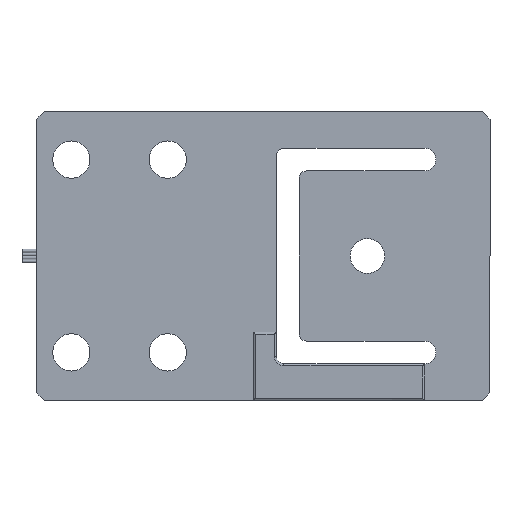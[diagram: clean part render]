
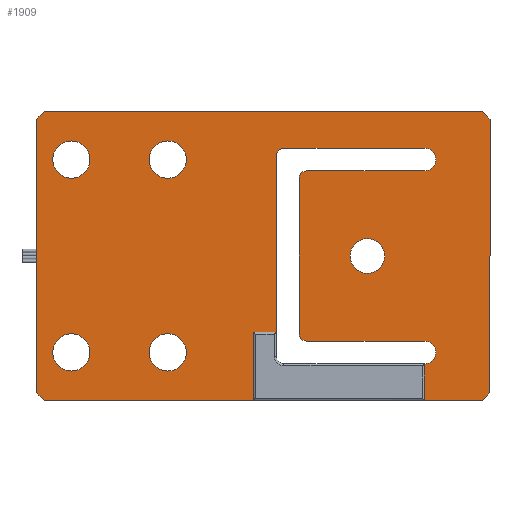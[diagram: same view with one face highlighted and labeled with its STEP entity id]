
A CAD part, front view. The second image highlights one B-rep face of the part: STEP entity #1909.
In plain terms, the highlighted planar face has unit normal (0, -1, 0).
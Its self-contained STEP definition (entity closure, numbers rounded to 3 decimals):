
#27=PLANE('',#2071);
#96=FACE_BOUND('',#219,.T.);
#97=FACE_BOUND('',#220,.T.);
#98=FACE_BOUND('',#221,.T.);
#99=FACE_BOUND('',#222,.T.);
#100=FACE_BOUND('',#223,.T.);
#120=FACE_OUTER_BOUND('',#218,.T.);
#218=EDGE_LOOP('',(#1373,#1374,#1375,#1376,#1377,#1378,#1379,#1380,#1381,
#1382,#1383,#1384,#1385,#1386,#1387,#1388,#1389,#1390,#1391,#1392,#1393,
#1394));
#219=EDGE_LOOP('',(#1395,#1396));
#220=EDGE_LOOP('',(#1397,#1398));
#221=EDGE_LOOP('',(#1399,#1400));
#222=EDGE_LOOP('',(#1401,#1402));
#223=EDGE_LOOP('',(#1403,#1404));
#339=LINE('',#2895,#550);
#340=LINE('',#2897,#551);
#341=LINE('',#2899,#552);
#342=LINE('',#2901,#553);
#343=LINE('',#2903,#554);
#344=LINE('',#2905,#555);
#345=LINE('',#2907,#556);
#346=LINE('',#2909,#557);
#347=LINE('',#2911,#558);
#348=LINE('',#2913,#559);
#349=LINE('',#2915,#560);
#350=LINE('',#2917,#561);
#351=LINE('',#2919,#562);
#352=LINE('',#2923,#563);
#353=LINE('',#2927,#564);
#354=LINE('',#2931,#565);
#355=LINE('',#2935,#566);
#550=VECTOR('',#2331,1000.);
#551=VECTOR('',#2332,1000.);
#552=VECTOR('',#2333,1000.);
#553=VECTOR('',#2334,1000.);
#554=VECTOR('',#2335,1000.);
#555=VECTOR('',#2336,1000.);
#556=VECTOR('',#2337,1000.);
#557=VECTOR('',#2338,1000.);
#558=VECTOR('',#2339,1000.);
#559=VECTOR('',#2340,1000.);
#560=VECTOR('',#2341,1000.);
#561=VECTOR('',#2342,1000.);
#562=VECTOR('',#2343,1000.);
#563=VECTOR('',#2346,1000.);
#564=VECTOR('',#2349,1000.);
#565=VECTOR('',#2352,1000.);
#566=VECTOR('',#2355,1000.);
#775=CIRCLE('',#2048,4.9);
#776=CIRCLE('',#2049,4.9);
#779=CIRCLE('',#2053,4.9);
#780=CIRCLE('',#2054,4.9);
#783=CIRCLE('',#2058,4.9);
#784=CIRCLE('',#2059,4.9);
#787=CIRCLE('',#2063,4.9);
#788=CIRCLE('',#2064,4.9);
#791=CIRCLE('',#2068,4.55);
#792=CIRCLE('',#2069,4.55);
#794=CIRCLE('',#2072,2.);
#795=CIRCLE('',#2073,3.);
#796=CIRCLE('',#2074,2.);
#797=CIRCLE('',#2075,2.);
#798=CIRCLE('',#2076,3.);
#854=VERTEX_POINT('',#2846);
#855=VERTEX_POINT('',#2848);
#858=VERTEX_POINT('',#2856);
#859=VERTEX_POINT('',#2858);
#862=VERTEX_POINT('',#2866);
#863=VERTEX_POINT('',#2868);
#866=VERTEX_POINT('',#2876);
#867=VERTEX_POINT('',#2878);
#870=VERTEX_POINT('',#2886);
#871=VERTEX_POINT('',#2888);
#872=VERTEX_POINT('',#2893);
#873=VERTEX_POINT('',#2894);
#874=VERTEX_POINT('',#2896);
#875=VERTEX_POINT('',#2898);
#876=VERTEX_POINT('',#2900);
#877=VERTEX_POINT('',#2902);
#878=VERTEX_POINT('',#2904);
#879=VERTEX_POINT('',#2906);
#880=VERTEX_POINT('',#2908);
#881=VERTEX_POINT('',#2910);
#882=VERTEX_POINT('',#2912);
#883=VERTEX_POINT('',#2914);
#884=VERTEX_POINT('',#2916);
#885=VERTEX_POINT('',#2918);
#886=VERTEX_POINT('',#2920);
#887=VERTEX_POINT('',#2922);
#888=VERTEX_POINT('',#2924);
#889=VERTEX_POINT('',#2926);
#890=VERTEX_POINT('',#2928);
#891=VERTEX_POINT('',#2930);
#892=VERTEX_POINT('',#2932);
#893=VERTEX_POINT('',#2934);
#1048=EDGE_CURVE('',#855,#854,#775,.T.);
#1049=EDGE_CURVE('',#854,#855,#776,.T.);
#1053=EDGE_CURVE('',#859,#858,#779,.T.);
#1054=EDGE_CURVE('',#858,#859,#780,.T.);
#1058=EDGE_CURVE('',#863,#862,#783,.T.);
#1059=EDGE_CURVE('',#862,#863,#784,.T.);
#1063=EDGE_CURVE('',#867,#866,#787,.T.);
#1064=EDGE_CURVE('',#866,#867,#788,.T.);
#1068=EDGE_CURVE('',#871,#870,#791,.T.);
#1069=EDGE_CURVE('',#870,#871,#792,.T.);
#1071=EDGE_CURVE('',#872,#873,#339,.T.);
#1072=EDGE_CURVE('',#874,#872,#340,.T.);
#1073=EDGE_CURVE('',#875,#874,#341,.T.);
#1074=EDGE_CURVE('',#876,#875,#342,.T.);
#1075=EDGE_CURVE('',#877,#876,#343,.T.);
#1076=EDGE_CURVE('',#878,#877,#344,.T.);
#1077=EDGE_CURVE('',#879,#878,#345,.T.);
#1078=EDGE_CURVE('',#880,#879,#346,.T.);
#1079=EDGE_CURVE('',#881,#880,#347,.T.);
#1080=EDGE_CURVE('',#882,#881,#348,.T.);
#1081=EDGE_CURVE('',#883,#882,#349,.T.);
#1082=EDGE_CURVE('',#884,#883,#350,.T.);
#1083=EDGE_CURVE('',#884,#885,#351,.T.);
#1084=EDGE_CURVE('',#885,#886,#794,.T.);
#1085=EDGE_CURVE('',#886,#887,#352,.T.);
#1086=EDGE_CURVE('',#887,#888,#795,.T.);
#1087=EDGE_CURVE('',#888,#889,#353,.T.);
#1088=EDGE_CURVE('',#889,#890,#796,.T.);
#1089=EDGE_CURVE('',#890,#891,#354,.T.);
#1090=EDGE_CURVE('',#891,#892,#797,.T.);
#1091=EDGE_CURVE('',#892,#893,#355,.T.);
#1092=EDGE_CURVE('',#893,#873,#798,.T.);
#1373=ORIENTED_EDGE('',*,*,#1071,.F.);
#1374=ORIENTED_EDGE('',*,*,#1072,.F.);
#1375=ORIENTED_EDGE('',*,*,#1073,.F.);
#1376=ORIENTED_EDGE('',*,*,#1074,.F.);
#1377=ORIENTED_EDGE('',*,*,#1075,.F.);
#1378=ORIENTED_EDGE('',*,*,#1076,.F.);
#1379=ORIENTED_EDGE('',*,*,#1077,.F.);
#1380=ORIENTED_EDGE('',*,*,#1078,.F.);
#1381=ORIENTED_EDGE('',*,*,#1079,.F.);
#1382=ORIENTED_EDGE('',*,*,#1080,.F.);
#1383=ORIENTED_EDGE('',*,*,#1081,.F.);
#1384=ORIENTED_EDGE('',*,*,#1082,.F.);
#1385=ORIENTED_EDGE('',*,*,#1083,.T.);
#1386=ORIENTED_EDGE('',*,*,#1084,.T.);
#1387=ORIENTED_EDGE('',*,*,#1085,.T.);
#1388=ORIENTED_EDGE('',*,*,#1086,.T.);
#1389=ORIENTED_EDGE('',*,*,#1087,.T.);
#1390=ORIENTED_EDGE('',*,*,#1088,.T.);
#1391=ORIENTED_EDGE('',*,*,#1089,.T.);
#1392=ORIENTED_EDGE('',*,*,#1090,.T.);
#1393=ORIENTED_EDGE('',*,*,#1091,.T.);
#1394=ORIENTED_EDGE('',*,*,#1092,.T.);
#1395=ORIENTED_EDGE('',*,*,#1048,.T.);
#1396=ORIENTED_EDGE('',*,*,#1049,.T.);
#1397=ORIENTED_EDGE('',*,*,#1053,.T.);
#1398=ORIENTED_EDGE('',*,*,#1054,.T.);
#1399=ORIENTED_EDGE('',*,*,#1058,.T.);
#1400=ORIENTED_EDGE('',*,*,#1059,.T.);
#1401=ORIENTED_EDGE('',*,*,#1063,.T.);
#1402=ORIENTED_EDGE('',*,*,#1064,.T.);
#1403=ORIENTED_EDGE('',*,*,#1068,.T.);
#1404=ORIENTED_EDGE('',*,*,#1069,.T.);
#1909=ADVANCED_FACE('',(#120,#96,#97,#98,#99,#100),#27,.F.);
#2048=AXIS2_PLACEMENT_3D('',#2849,#2279,#2280);
#2049=AXIS2_PLACEMENT_3D('',#2850,#2281,#2282);
#2053=AXIS2_PLACEMENT_3D('',#2859,#2290,#2291);
#2054=AXIS2_PLACEMENT_3D('',#2860,#2292,#2293);
#2058=AXIS2_PLACEMENT_3D('',#2869,#2301,#2302);
#2059=AXIS2_PLACEMENT_3D('',#2870,#2303,#2304);
#2063=AXIS2_PLACEMENT_3D('',#2879,#2312,#2313);
#2064=AXIS2_PLACEMENT_3D('',#2880,#2314,#2315);
#2068=AXIS2_PLACEMENT_3D('',#2889,#2323,#2324);
#2069=AXIS2_PLACEMENT_3D('',#2890,#2325,#2326);
#2071=AXIS2_PLACEMENT_3D('',#2892,#2329,#2330);
#2072=AXIS2_PLACEMENT_3D('',#2921,#2344,#2345);
#2073=AXIS2_PLACEMENT_3D('',#2925,#2347,#2348);
#2074=AXIS2_PLACEMENT_3D('',#2929,#2350,#2351);
#2075=AXIS2_PLACEMENT_3D('',#2933,#2353,#2354);
#2076=AXIS2_PLACEMENT_3D('',#2936,#2356,#2357);
#2279=DIRECTION('center_axis',(0.,1.,0.));
#2280=DIRECTION('ref_axis',(0.,0.,-1.));
#2281=DIRECTION('center_axis',(0.,1.,0.));
#2282=DIRECTION('ref_axis',(0.,0.,-1.));
#2290=DIRECTION('center_axis',(0.,1.,0.));
#2291=DIRECTION('ref_axis',(0.,0.,-1.));
#2292=DIRECTION('center_axis',(0.,1.,0.));
#2293=DIRECTION('ref_axis',(0.,0.,-1.));
#2301=DIRECTION('center_axis',(0.,1.,0.));
#2302=DIRECTION('ref_axis',(0.,0.,1.));
#2303=DIRECTION('center_axis',(0.,1.,0.));
#2304=DIRECTION('ref_axis',(0.,0.,1.));
#2312=DIRECTION('center_axis',(0.,1.,0.));
#2313=DIRECTION('ref_axis',(0.,0.,1.));
#2314=DIRECTION('center_axis',(0.,1.,0.));
#2315=DIRECTION('ref_axis',(0.,0.,1.));
#2323=DIRECTION('center_axis',(0.,1.,0.));
#2324=DIRECTION('ref_axis',(0.,0.,1.));
#2325=DIRECTION('center_axis',(0.,1.,0.));
#2326=DIRECTION('ref_axis',(0.,0.,1.));
#2329=DIRECTION('center_axis',(0.,1.,0.));
#2330=DIRECTION('ref_axis',(0.,0.,1.));
#2331=DIRECTION('',(0.,0.,1.));
#2332=DIRECTION('',(-1.,0.,0.));
#2333=DIRECTION('',(-0.707,0.,-0.707));
#2334=DIRECTION('',(0.,0.,-1.));
#2335=DIRECTION('',(0.707,0.,-0.707));
#2336=DIRECTION('',(1.,0.,0.));
#2337=DIRECTION('',(0.707,0.,0.707));
#2338=DIRECTION('',(0.,0.,1.));
#2339=DIRECTION('',(-0.707,0.,0.707));
#2340=DIRECTION('',(-1.,0.,0.));
#2341=DIRECTION('',(0.,0.,-1.));
#2342=DIRECTION('',(-1.,0.,0.));
#2343=DIRECTION('',(0.,0.,1.));
#2344=DIRECTION('center_axis',(0.,1.,0.));
#2345=DIRECTION('ref_axis',(0.,0.,-1.));
#2346=DIRECTION('',(1.,0.,0.));
#2347=DIRECTION('center_axis',(0.,1.,0.));
#2348=DIRECTION('ref_axis',(0.,0.,-1.));
#2349=DIRECTION('',(-1.,0.,0.));
#2350=DIRECTION('center_axis',(0.,-1.,0.));
#2351=DIRECTION('ref_axis',(0.,0.,-1.));
#2352=DIRECTION('',(0.,0.,-1.));
#2353=DIRECTION('center_axis',(0.,-1.,0.));
#2354=DIRECTION('ref_axis',(0.,0.,1.));
#2355=DIRECTION('',(1.,0.,0.));
#2356=DIRECTION('center_axis',(0.,1.,0.));
#2357=DIRECTION('ref_axis',(0.,0.,1.));
#2846=CARTESIAN_POINT('',(-110.3,0.,30.3));
#2848=CARTESIAN_POINT('',(-110.3,0.,20.5));
#2849=CARTESIAN_POINT('Origin',(-110.3,0.,25.4));
#2850=CARTESIAN_POINT('Origin',(-110.3,0.,25.4));
#2856=CARTESIAN_POINT('',(-84.9,0.,30.3));
#2858=CARTESIAN_POINT('',(-84.9,0.,20.5));
#2859=CARTESIAN_POINT('Origin',(-84.9,0.,25.4));
#2860=CARTESIAN_POINT('Origin',(-84.9,0.,25.4));
#2866=CARTESIAN_POINT('',(-84.9,0.,-20.5));
#2868=CARTESIAN_POINT('',(-84.9,0.,-30.3));
#2869=CARTESIAN_POINT('Origin',(-84.9,0.,-25.4));
#2870=CARTESIAN_POINT('Origin',(-84.9,0.,-25.4));
#2876=CARTESIAN_POINT('',(-110.3,0.,-20.5));
#2878=CARTESIAN_POINT('',(-110.3,0.,-30.3));
#2879=CARTESIAN_POINT('Origin',(-110.3,0.,-25.4));
#2880=CARTESIAN_POINT('Origin',(-110.3,0.,-25.4));
#2886=CARTESIAN_POINT('',(-32.3,0.,4.55));
#2888=CARTESIAN_POINT('',(-32.3,0.,-4.55));
#2889=CARTESIAN_POINT('Origin',(-32.3,0.,0.));
#2890=CARTESIAN_POINT('Origin',(-32.3,0.,0.));
#2892=CARTESIAN_POINT('Origin',(0.,0.,0.));
#2893=CARTESIAN_POINT('',(-17.3,0.,-38.05));
#2894=CARTESIAN_POINT('',(-17.3,0.,-28.4));
#2895=CARTESIAN_POINT('',(-17.3,0.,-28.4));
#2896=CARTESIAN_POINT('',(-2.,0.,-38.05));
#2897=CARTESIAN_POINT('',(-117.4,0.,-38.05));
#2898=CARTESIAN_POINT('',(0.,0.,-36.05));
#2899=CARTESIAN_POINT('',(-2.,0.,-38.05));
#2900=CARTESIAN_POINT('',(0.,0.,36.05));
#2901=CARTESIAN_POINT('',(0.,0.,-36.05));
#2902=CARTESIAN_POINT('',(-2.,0.,38.05));
#2903=CARTESIAN_POINT('',(-2.,0.,38.05));
#2904=CARTESIAN_POINT('',(-117.4,0.,38.05));
#2905=CARTESIAN_POINT('',(-117.4,0.,38.05));
#2906=CARTESIAN_POINT('',(-119.4,0.,36.05));
#2907=CARTESIAN_POINT('',(-119.4,0.,36.05));
#2908=CARTESIAN_POINT('',(-119.4,0.,-36.05));
#2909=CARTESIAN_POINT('',(-119.4,0.,36.05));
#2910=CARTESIAN_POINT('',(-117.4,0.,-38.05));
#2911=CARTESIAN_POINT('',(-119.4,0.,-36.05));
#2912=CARTESIAN_POINT('',(-62.3,0.,-38.05));
#2913=CARTESIAN_POINT('',(-117.4,0.,-38.05));
#2914=CARTESIAN_POINT('',(-62.3,0.,-20.05));
#2915=CARTESIAN_POINT('',(-62.3,0.,-38.05));
#2916=CARTESIAN_POINT('',(-56.3,0.,-20.05));
#2917=CARTESIAN_POINT('',(-62.3,0.,-20.05));
#2918=CARTESIAN_POINT('',(-56.3,0.,26.4));
#2919=CARTESIAN_POINT('',(-56.3,0.,-26.4));
#2920=CARTESIAN_POINT('',(-54.3,0.,28.4));
#2921=CARTESIAN_POINT('Origin',(-54.3,0.,26.4));
#2922=CARTESIAN_POINT('',(-17.3,0.,28.4));
#2923=CARTESIAN_POINT('',(-54.3,0.,28.4));
#2924=CARTESIAN_POINT('',(-17.3,0.,22.4));
#2925=CARTESIAN_POINT('Origin',(-17.3,0.,25.4));
#2926=CARTESIAN_POINT('',(-48.3,0.,22.4));
#2927=CARTESIAN_POINT('',(-17.3,0.,22.4));
#2928=CARTESIAN_POINT('',(-50.3,0.,20.4));
#2929=CARTESIAN_POINT('Origin',(-48.3,0.,20.4));
#2930=CARTESIAN_POINT('',(-50.3,0.,-20.4));
#2931=CARTESIAN_POINT('',(-50.3,0.,-20.4));
#2932=CARTESIAN_POINT('',(-48.3,0.,-22.4));
#2933=CARTESIAN_POINT('Origin',(-48.3,0.,-20.4));
#2934=CARTESIAN_POINT('',(-17.3,0.,-22.4));
#2935=CARTESIAN_POINT('',(-17.3,0.,-22.4));
#2936=CARTESIAN_POINT('Origin',(-17.3,0.,-25.4));
